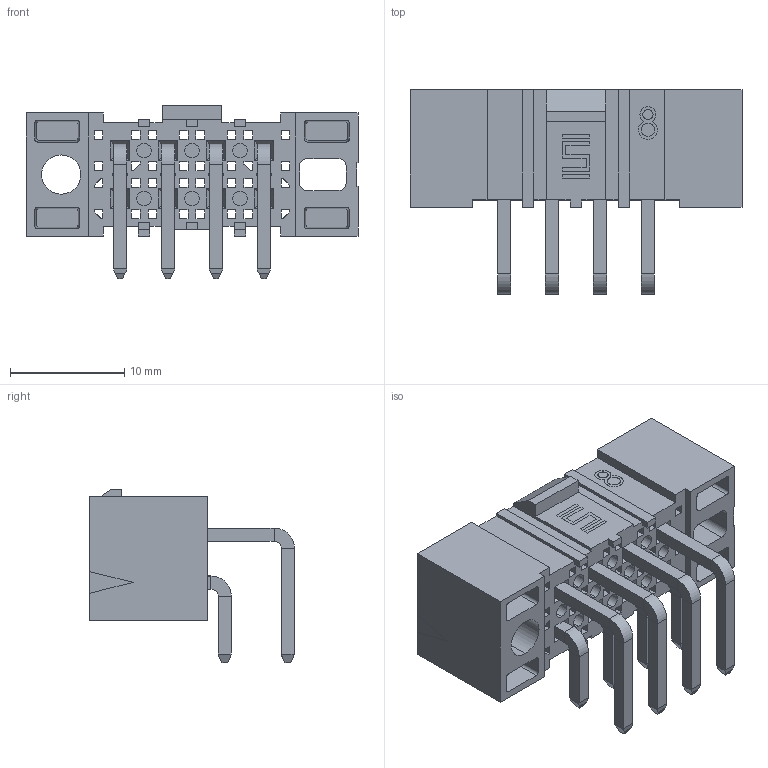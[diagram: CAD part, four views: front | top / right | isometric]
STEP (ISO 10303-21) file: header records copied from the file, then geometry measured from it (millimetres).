
FILE_DESCRIPTION (( 'STEP AP203' ), '1' );
FILE_NAME ('IPBT-104-H1-X-D-RA-GP.step', '2003-03-12T12:57:45', ( 'Chad Faith' ), ( 'Samtec' ), 'SwSTEP 2.0', 'SolidWorks 2003042', '' );
FILE_SCHEMA (( 'CONFIG_CONTROL_DESIGN' ));
Length unit declared in the file: inch
Products named in the file (4): IPBT-104-H1-X-D-RA-GP; IPBT-XX-D-XX_Guide Post (8 pos); T-1S55-X_-01 RA (IPBT-RA  2nd row pin); T-1S55-X_-01 RA (IPBT-RA  1st row pin)
Assembly tree (9 placements, depth 2):
  IPBT-104-H1-X-D-RA-GP
    T-1S55-X_-01 RA (IPBT-RA  2nd row pin)  x4
    T-1S55-X_-01 RA (IPBT-RA  1st row pin)  x4
    IPBT-XX-D-XX_Guide Post (8 pos)
Bounding box: 29.02 x 17.89 x 15.19 mm (x, y, z)
Volume: 1789.9 mm3; surface area: 4028.3 mm2
Topology: 9 solids, 9 shells, 736 faces, 1886 edges, 1164 vertices
Faces by surface type: plane 662, cylinder 68, cone 6
Entity records: 17878 total; most frequent: CARTESIAN_POINT 3114, ORIENTED_EDGE 3004, DIRECTION 2740, EDGE_CURVE 1502, LINE 1384, VECTOR 1384, VERTEX_POINT 924, AXIS2_PLACEMENT_3D 678
